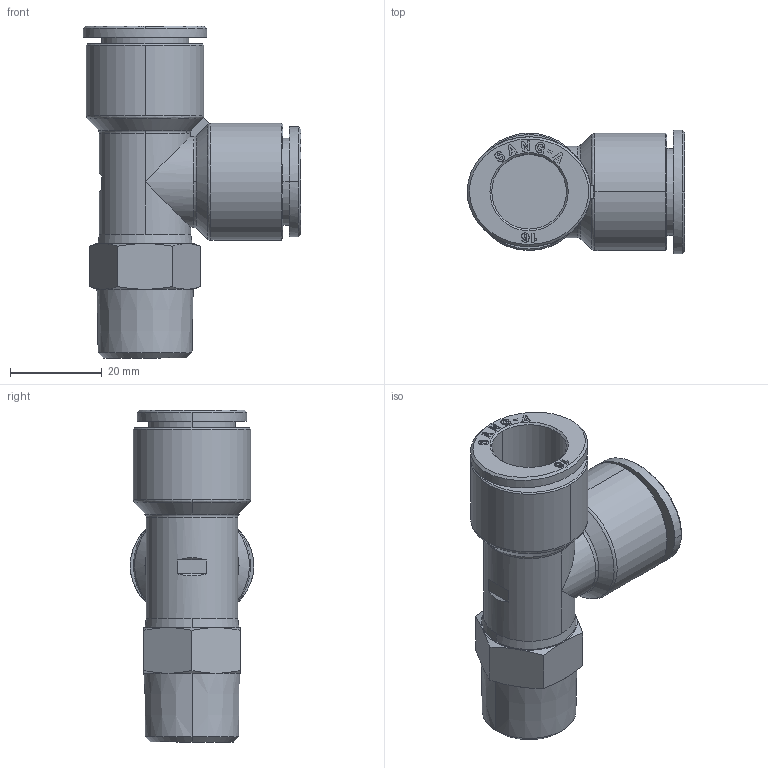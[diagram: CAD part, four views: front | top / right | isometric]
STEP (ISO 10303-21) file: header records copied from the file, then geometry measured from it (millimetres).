
FILE_DESCRIPTION (( 'STEP AP214' ), '1' );
FILE_NAME ('PST16-04.stp', '2015-10-15T10:26:18', ( '' ), ( '' ), 'SwSTEP 2.0', 'SolidWorks 2015', '' );
FILE_SCHEMA (( 'AUTOMOTIVE_DESIGN' ));
Length unit declared in the file: millimetre
Products named in the file (2): PST16-04; ｦ+ﾃｦ1
Assembly tree (1 placements, depth 2):
  PST16-04
    ｦ+ﾃｦ1
Bounding box: 47.5 x 27 x 72.5 mm (x, y, z)
Volume: 26664.6 mm3; surface area: 12352.2 mm2
Topology: 1 solids, 1 shells, 519 faces, 1434 edges, 946 vertices
Faces by surface type: plane 378, bspline 64, cylinder 37, cone 34, torus 6
Entity records: 19281 total; most frequent: CARTESIAN_POINT 5817, ORIENTED_EDGE 2864, DIRECTION 2296, EDGE_CURVE 1432, LINE 1114, VECTOR 1114, VERTEX_POINT 946, AXIS2_PLACEMENT_3D 591
